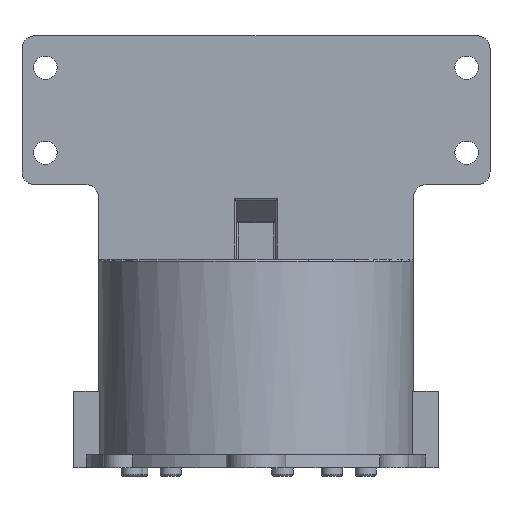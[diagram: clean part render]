
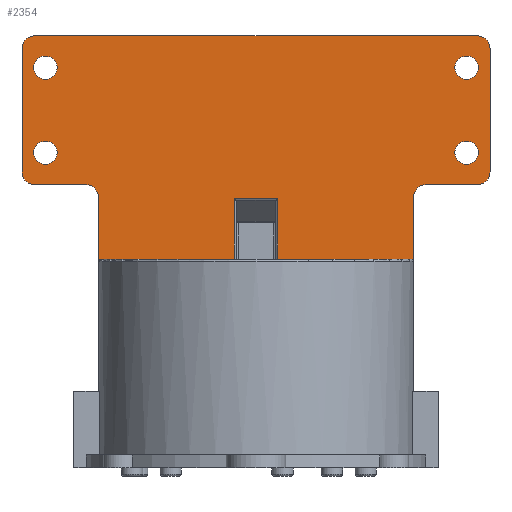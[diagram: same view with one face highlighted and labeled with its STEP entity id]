
A CAD part, front view. The second image highlights one B-rep face of the part: STEP entity #2354.
In plain terms, the highlighted planar face has unit normal (0, -1, 0).
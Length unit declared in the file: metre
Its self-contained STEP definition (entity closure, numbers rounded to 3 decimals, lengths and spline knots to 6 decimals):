
#89=B_SPLINE_CURVE_WITH_KNOTS('',3,(#3831,#3832,#3833,#3834,#3835,#3836),
 .UNSPECIFIED.,.F.,.F.,(4,1,1,4),(0.,0.000618,0.000927,
0.001235),.UNSPECIFIED.);
#90=B_SPLINE_CURVE_WITH_KNOTS('',3,(#3872,#3873,#3874,#3875,#3876,#3877),
 .UNSPECIFIED.,.F.,.F.,(4,1,1,4),(0.,0.000313,0.000627,
0.001254),.UNSPECIFIED.);
#142=CIRCLE('',#2557,0.003);
#143=CIRCLE('',#2558,0.003);
#144=CIRCLE('',#2559,0.003);
#145=CIRCLE('',#2560,0.003);
#146=CIRCLE('',#2561,0.003);
#147=CIRCLE('',#2562,0.003);
#148=CIRCLE('',#2563,0.003);
#149=CIRCLE('',#2564,0.003);
#150=CIRCLE('',#2565,0.00275);
#151=CIRCLE('',#2566,0.00275);
#152=CIRCLE('',#2567,0.00275);
#153=CIRCLE('',#2568,0.00275);
#434=ORIENTED_EDGE('',*,*,#1057,.T.);
#435=ORIENTED_EDGE('',*,*,#1058,.T.);
#436=ORIENTED_EDGE('',*,*,#1059,.T.);
#437=ORIENTED_EDGE('',*,*,#1060,.T.);
#438=ORIENTED_EDGE('',*,*,#1061,.T.);
#439=ORIENTED_EDGE('',*,*,#1062,.T.);
#440=ORIENTED_EDGE('',*,*,#1063,.F.);
#441=ORIENTED_EDGE('',*,*,#1064,.T.);
#442=ORIENTED_EDGE('',*,*,#1065,.F.);
#443=ORIENTED_EDGE('',*,*,#1066,.T.);
#444=ORIENTED_EDGE('',*,*,#1067,.T.);
#445=ORIENTED_EDGE('',*,*,#1068,.T.);
#446=ORIENTED_EDGE('',*,*,#1069,.F.);
#447=ORIENTED_EDGE('',*,*,#1070,.T.);
#448=ORIENTED_EDGE('',*,*,#1071,.T.);
#449=ORIENTED_EDGE('',*,*,#1072,.T.);
#450=ORIENTED_EDGE('',*,*,#1073,.T.);
#451=ORIENTED_EDGE('',*,*,#1074,.T.);
#452=ORIENTED_EDGE('',*,*,#1075,.T.);
#453=ORIENTED_EDGE('',*,*,#1076,.T.);
#454=ORIENTED_EDGE('',*,*,#1077,.F.);
#455=ORIENTED_EDGE('',*,*,#1078,.T.);
#456=ORIENTED_EDGE('',*,*,#1079,.T.);
#457=ORIENTED_EDGE('',*,*,#1080,.T.);
#458=ORIENTED_EDGE('',*,*,#1081,.F.);
#459=ORIENTED_EDGE('',*,*,#1082,.F.);
#460=ORIENTED_EDGE('',*,*,#1083,.T.);
#461=ORIENTED_EDGE('',*,*,#1084,.T.);
#1057=EDGE_CURVE('',#1360,#1361,#1576,.T.);
#1058=EDGE_CURVE('',#1361,#1362,#1577,.F.);
#1059=EDGE_CURVE('',#1362,#1363,#1578,.F.);
#1060=EDGE_CURVE('',#1363,#1364,#1579,.F.);
#1061=EDGE_CURVE('',#1364,#1365,#1580,.T.);
#1062=EDGE_CURVE('',#1365,#1366,#89,.T.);
#1063=EDGE_CURVE('',#1367,#1366,#1581,.T.);
#1064=EDGE_CURVE('',#1367,#1368,#142,.T.);
#1065=EDGE_CURVE('',#1369,#1368,#1582,.T.);
#1066=EDGE_CURVE('',#1369,#1370,#143,.F.);
#1067=EDGE_CURVE('',#1370,#1371,#1583,.T.);
#1068=EDGE_CURVE('',#1371,#1372,#144,.T.);
#1069=EDGE_CURVE('',#1373,#1372,#1584,.T.);
#1070=EDGE_CURVE('',#1373,#1374,#145,.T.);
#1071=EDGE_CURVE('',#1374,#1375,#1585,.T.);
#1072=EDGE_CURVE('',#1375,#1376,#146,.T.);
#1073=EDGE_CURVE('',#1376,#1377,#1586,.T.);
#1074=EDGE_CURVE('',#1377,#1378,#147,.T.);
#1075=EDGE_CURVE('',#1378,#1379,#1587,.T.);
#1076=EDGE_CURVE('',#1379,#1380,#148,.F.);
#1077=EDGE_CURVE('',#1381,#1380,#1588,.T.);
#1078=EDGE_CURVE('',#1381,#1382,#149,.T.);
#1079=EDGE_CURVE('',#1382,#1383,#1589,.T.);
#1080=EDGE_CURVE('',#1383,#1360,#90,.T.);
#1081=EDGE_CURVE('',#1384,#1384,#150,.T.);
#1082=EDGE_CURVE('',#1385,#1385,#151,.T.);
#1083=EDGE_CURVE('',#1386,#1386,#152,.T.);
#1084=EDGE_CURVE('',#1387,#1387,#153,.T.);
#1360=VERTEX_POINT('',#3821);
#1361=VERTEX_POINT('',#3822);
#1362=VERTEX_POINT('',#3824);
#1363=VERTEX_POINT('',#3826);
#1364=VERTEX_POINT('',#3828);
#1365=VERTEX_POINT('',#3830);
#1366=VERTEX_POINT('',#3837);
#1367=VERTEX_POINT('',#3839);
#1368=VERTEX_POINT('',#3841);
#1369=VERTEX_POINT('',#3843);
#1370=VERTEX_POINT('',#3845);
#1371=VERTEX_POINT('',#3847);
#1372=VERTEX_POINT('',#3849);
#1373=VERTEX_POINT('',#3851);
#1374=VERTEX_POINT('',#3853);
#1375=VERTEX_POINT('',#3855);
#1376=VERTEX_POINT('',#3857);
#1377=VERTEX_POINT('',#3859);
#1378=VERTEX_POINT('',#3861);
#1379=VERTEX_POINT('',#3863);
#1380=VERTEX_POINT('',#3865);
#1381=VERTEX_POINT('',#3867);
#1382=VERTEX_POINT('',#3869);
#1383=VERTEX_POINT('',#3871);
#1384=VERTEX_POINT('',#3879);
#1385=VERTEX_POINT('',#3881);
#1386=VERTEX_POINT('',#3883);
#1387=VERTEX_POINT('',#3885);
#1576=LINE('',#3820,#1778);
#1577=LINE('',#3823,#1779);
#1578=LINE('',#3825,#1780);
#1579=LINE('',#3827,#1781);
#1580=LINE('',#3829,#1782);
#1581=LINE('',#3838,#1783);
#1582=LINE('',#3842,#1784);
#1583=LINE('',#3846,#1785);
#1584=LINE('',#3850,#1786);
#1585=LINE('',#3854,#1787);
#1586=LINE('',#3858,#1788);
#1587=LINE('',#3862,#1789);
#1588=LINE('',#3866,#1790);
#1589=LINE('',#3870,#1791);
#1778=VECTOR('',#3028,1.);
#1779=VECTOR('',#3029,1.);
#1780=VECTOR('',#3030,1.);
#1781=VECTOR('',#3031,1.);
#1782=VECTOR('',#3032,1.);
#1783=VECTOR('',#3033,1.);
#1784=VECTOR('',#3036,1.);
#1785=VECTOR('',#3039,1.);
#1786=VECTOR('',#3042,1.);
#1787=VECTOR('',#3045,1.);
#1788=VECTOR('',#3048,1.);
#1789=VECTOR('',#3051,1.);
#1790=VECTOR('',#3054,1.);
#1791=VECTOR('',#3057,1.);
#1904=EDGE_LOOP('',(#434,#435,#436,#437,#438,#439,#440,#441,#442,#443,#444,
#445,#446,#447,#448,#449,#450,#451,#452,#453,#454,#455,#456,#457));
#1905=EDGE_LOOP('',(#458));
#1906=EDGE_LOOP('',(#459));
#1907=EDGE_LOOP('',(#460));
#1908=EDGE_LOOP('',(#461));
#2098=FACE_BOUND('',#1904,.T.);
#2099=FACE_BOUND('',#1905,.T.);
#2100=FACE_BOUND('',#1906,.T.);
#2101=FACE_BOUND('',#1907,.T.);
#2102=FACE_BOUND('',#1908,.T.);
#2279=PLANE('',#2556);
#2354=ADVANCED_FACE('',(#2098,#2099,#2100,#2101,#2102),#2279,.T.);
#2556=AXIS2_PLACEMENT_3D('',#3819,#3026,#3027);
#2557=AXIS2_PLACEMENT_3D('',#3840,#3034,#3035);
#2558=AXIS2_PLACEMENT_3D('',#3844,#3037,#3038);
#2559=AXIS2_PLACEMENT_3D('',#3848,#3040,#3041);
#2560=AXIS2_PLACEMENT_3D('',#3852,#3043,#3044);
#2561=AXIS2_PLACEMENT_3D('',#3856,#3046,#3047);
#2562=AXIS2_PLACEMENT_3D('',#3860,#3049,#3050);
#2563=AXIS2_PLACEMENT_3D('',#3864,#3052,#3053);
#2564=AXIS2_PLACEMENT_3D('',#3868,#3055,#3056);
#2565=AXIS2_PLACEMENT_3D('',#3878,#3058,#3059);
#2566=AXIS2_PLACEMENT_3D('',#3880,#3060,#3061);
#2567=AXIS2_PLACEMENT_3D('',#3882,#3062,#3063);
#2568=AXIS2_PLACEMENT_3D('',#3884,#3064,#3065);
#3026=DIRECTION('',(0.,-1.,0.));
#3027=DIRECTION('',(1.,0.,0.));
#3028=DIRECTION('',(1.,0.,0.));
#3029=DIRECTION('',(0.,0.,-1.));
#3030=DIRECTION('',(-1.,0.,0.));
#3031=DIRECTION('',(0.,0.,1.));
#3032=DIRECTION('',(1.,0.,0.));
#3033=DIRECTION('',(0.,0.,1.));
#3034=DIRECTION('',(0.,-1.,0.));
#3035=DIRECTION('',(0.,0.,-1.));
#3036=DIRECTION('',(0.,0.,-1.));
#3037=DIRECTION('',(0.,-1.,0.));
#3038=DIRECTION('',(0.,0.,-1.));
#3039=DIRECTION('',(1.,0.,0.));
#3040=DIRECTION('',(0.,-1.,0.));
#3041=DIRECTION('',(0.,0.,-1.));
#3042=DIRECTION('',(0.,0.,-1.));
#3043=DIRECTION('',(0.,-1.,0.));
#3044=DIRECTION('',(0.,0.,-1.));
#3045=DIRECTION('',(-1.,0.,0.));
#3046=DIRECTION('',(0.,-1.,0.));
#3047=DIRECTION('',(0.,0.,-1.));
#3048=DIRECTION('',(0.,0.,-1.));
#3049=DIRECTION('',(0.,-1.,0.));
#3050=DIRECTION('',(0.,0.,-1.));
#3051=DIRECTION('',(1.,0.,0.));
#3052=DIRECTION('',(0.,-1.,0.));
#3053=DIRECTION('',(0.,0.,-1.));
#3054=DIRECTION('',(0.,0.,1.));
#3055=DIRECTION('',(0.,-1.,0.));
#3056=DIRECTION('',(0.,0.,-1.));
#3057=DIRECTION('',(0.,0.,1.));
#3058=DIRECTION('',(0.,-1.,0.));
#3059=DIRECTION('',(0.,0.,-1.));
#3060=DIRECTION('',(0.,-1.,0.));
#3061=DIRECTION('',(0.,0.,-1.));
#3062=DIRECTION('',(0.,1.,0.));
#3063=DIRECTION('',(0.,0.,-1.));
#3064=DIRECTION('',(0.,1.,0.));
#3065=DIRECTION('',(0.,0.,-1.));
#3819=CARTESIAN_POINT('',(0.00975,0.036,0.05525));
#3820=CARTESIAN_POINT('',(0.031402,0.036,0.031));
#3821=CARTESIAN_POINT('',(-0.033678,0.036,0.031));
#3822=CARTESIAN_POINT('',(-0.00515,0.036,0.031));
#3823=CARTESIAN_POINT('',(-0.00515,0.036,0.045));
#3824=CARTESIAN_POINT('',(-0.00515,0.036,0.045289));
#3825=CARTESIAN_POINT('',(0.00975,0.036,0.045289));
#3826=CARTESIAN_POINT('',(0.00515,0.036,0.045289));
#3827=CARTESIAN_POINT('',(0.00515,0.036,0.031));
#3828=CARTESIAN_POINT('',(0.00515,0.036,0.031));
#3829=CARTESIAN_POINT('',(0.031402,0.036,0.031));
#3830=CARTESIAN_POINT('',(0.033678,0.036,0.031));
#3831=CARTESIAN_POINT('',(0.033678,0.036,0.031));
#3832=CARTESIAN_POINT('',(0.033887,0.036,0.031));
#3833=CARTESIAN_POINT('',(0.034195,0.036,0.030955));
#3834=CARTESIAN_POINT('',(0.034577,0.036,0.030781));
#3835=CARTESIAN_POINT('',(0.034723,0.036,0.030606));
#3836=CARTESIAN_POINT('',(0.034723,0.036,0.0305));
#3837=CARTESIAN_POINT('',(0.034723,0.036,0.0305));
#3838=CARTESIAN_POINT('',(0.034723,0.036,-0.018));
#3839=CARTESIAN_POINT('',(0.034723,0.036,-0.017912));
#3840=CARTESIAN_POINT('',(0.034,0.036,-0.015));
#3841=CARTESIAN_POINT('',(0.037,0.036,-0.015));
#3842=CARTESIAN_POINT('',(0.037,0.036,0.01525));
#3843=CARTESIAN_POINT('',(0.037,0.036,0.0455));
#3844=CARTESIAN_POINT('',(0.04,0.036,0.0455));
#3845=CARTESIAN_POINT('',(0.04,0.036,0.0485));
#3846=CARTESIAN_POINT('',(0.046,0.036,0.0485));
#3847=CARTESIAN_POINT('',(0.052,0.036,0.0485));
#3848=CARTESIAN_POINT('',(0.052,0.036,0.0515));
#3849=CARTESIAN_POINT('',(0.055,0.036,0.0515));
#3850=CARTESIAN_POINT('',(0.055,0.036,0.066));
#3851=CARTESIAN_POINT('',(0.055,0.036,0.0805));
#3852=CARTESIAN_POINT('',(0.052,0.036,0.0805));
#3853=CARTESIAN_POINT('',(0.052,0.036,0.0835));
#3854=CARTESIAN_POINT('',(0.,0.036,0.0835));
#3855=CARTESIAN_POINT('',(-0.052,0.036,0.0835));
#3856=CARTESIAN_POINT('',(-0.052,0.036,0.0805));
#3857=CARTESIAN_POINT('',(-0.055,0.036,0.0805));
#3858=CARTESIAN_POINT('',(-0.055,0.036,0.066));
#3859=CARTESIAN_POINT('',(-0.055,0.036,0.0515));
#3860=CARTESIAN_POINT('',(-0.052,0.036,0.0515));
#3861=CARTESIAN_POINT('',(-0.052,0.036,0.0485));
#3862=CARTESIAN_POINT('',(-0.046,0.036,0.0485));
#3863=CARTESIAN_POINT('',(-0.04,0.036,0.0485));
#3864=CARTESIAN_POINT('',(-0.04,0.036,0.0455));
#3865=CARTESIAN_POINT('',(-0.037,0.036,0.0455));
#3866=CARTESIAN_POINT('',(-0.037,0.036,0.01525));
#3867=CARTESIAN_POINT('',(-0.037,0.036,-0.015));
#3868=CARTESIAN_POINT('',(-0.034,0.036,-0.015));
#3869=CARTESIAN_POINT('',(-0.034723,0.036,-0.017912));
#3870=CARTESIAN_POINT('',(-0.034723,0.036,-0.018));
#3871=CARTESIAN_POINT('',(-0.034723,0.036,0.0305));
#3872=CARTESIAN_POINT('',(-0.034723,0.036,0.0305));
#3873=CARTESIAN_POINT('',(-0.034723,0.036,0.030606));
#3874=CARTESIAN_POINT('',(-0.034577,0.036,0.030782));
#3875=CARTESIAN_POINT('',(-0.034198,0.036,0.030954));
#3876=CARTESIAN_POINT('',(-0.033887,0.036,0.031));
#3877=CARTESIAN_POINT('',(-0.033678,0.036,0.031));
#3878=CARTESIAN_POINT('',(0.0495,0.036,0.056));
#3879=CARTESIAN_POINT('',(0.0495,0.036,0.05325));
#3880=CARTESIAN_POINT('',(0.0495,0.036,0.076));
#3881=CARTESIAN_POINT('',(0.0495,0.036,0.07325));
#3882=CARTESIAN_POINT('',(-0.0495,0.036,0.076));
#3883=CARTESIAN_POINT('',(-0.0495,0.036,0.07325));
#3884=CARTESIAN_POINT('',(-0.0495,0.036,0.056));
#3885=CARTESIAN_POINT('',(-0.0495,0.036,0.05325));
